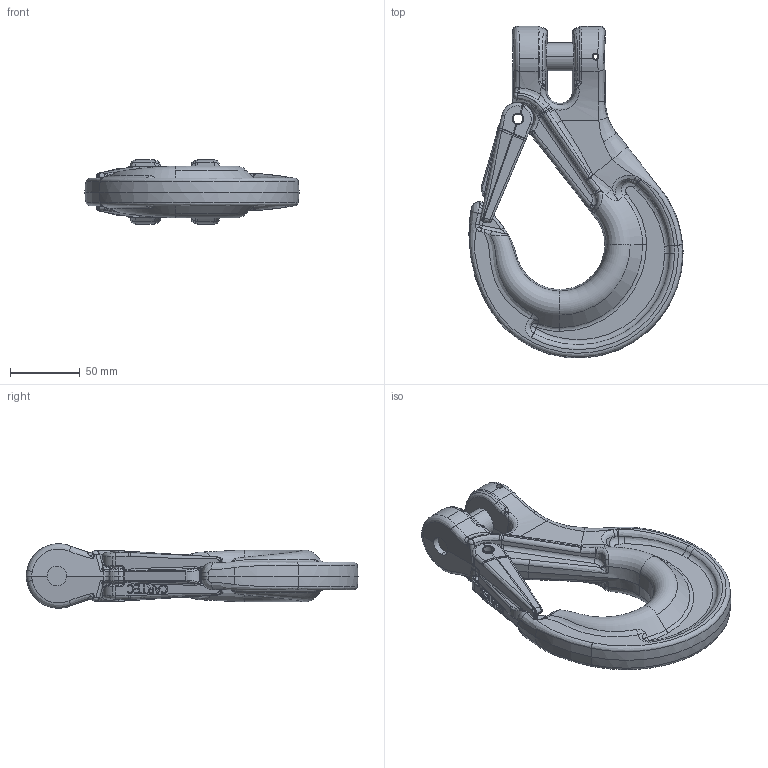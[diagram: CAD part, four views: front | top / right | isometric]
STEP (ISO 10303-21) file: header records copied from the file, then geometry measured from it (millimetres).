
FILE_DESCRIPTION(('STEP AP214'),'1');
FILE_NAME('cb_16.stp','2017-11-30T07:14:46',('TraceParts'),('TraceParts S.A.'),'Spatial InterOp 3D',' ',' ');
FILE_SCHEMA(('automotive_design'));
Length unit declared in the file: millimetre
Products named in the file (5): cb_16_1; cb_16_2; cb_16_3; cb_16_4; cb_16_5
Bounding box: 153 x 237.19 x 46 mm (x, y, z)
Volume: 430764.3 mm3; surface area: 78230.9 mm2
Topology: 5 solids, 5 shells, 932 faces, 2363 edges, 1378 vertices
Faces by surface type: bspline 460, cylinder 197, plane 153, torus 66, cone 44, sphere 12
Entity records: 69358 total; most frequent: CARTESIAN_POINT 42327, ORIENTED_EDGE 4602, DIRECTION 3467, EDGE_CURVE 2301, AXIS2_PLACEMENT_3D 1430, VERTEX_POINT 1378, EDGE_LOOP 949, STYLED_ITEM 937
